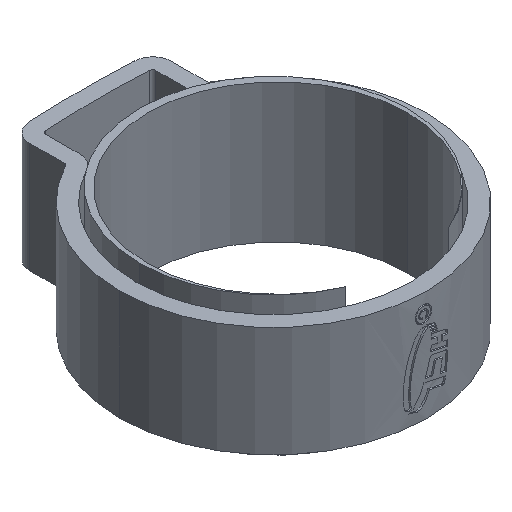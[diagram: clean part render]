
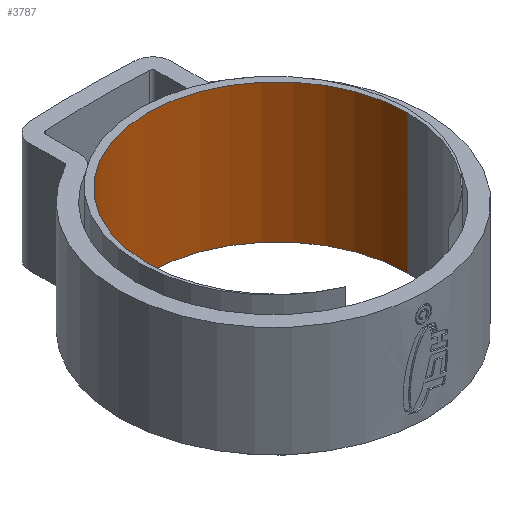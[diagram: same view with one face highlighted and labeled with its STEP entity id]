
A CAD part, isometric view. The second image highlights one B-rep face of the part: STEP entity #3787.
In plain terms, the highlighted cylindrical face has radius 8.26 mm (diameter 16.52 mm), a partial arc.
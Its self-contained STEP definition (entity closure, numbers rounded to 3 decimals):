
#67 = LINE ( 'NONE', #4275, #3463 ) ;
#129 = DIRECTION ( 'NONE',  ( 0., 0., -1. ) ) ;
#669 = CARTESIAN_POINT ( 'NONE',  ( 0., -0.26, -4.4 ) ) ;
#804 = DIRECTION ( 'NONE',  ( 0., 0., -1. ) ) ;
#825 = LINE ( 'NONE', #906, #2628 ) ;
#906 = CARTESIAN_POINT ( 'NONE',  ( -8.26, -0.26, 4.4 ) ) ;
#1159 = AXIS2_PLACEMENT_3D ( 'NONE', #3017, #129, #2630 ) ;
#1183 = ORIENTED_EDGE ( 'NONE', *, *, #3178, .T. ) ;
#1199 = CARTESIAN_POINT ( 'NONE',  ( 8.26, -0.26, -4.4 ) ) ;
#1250 = CARTESIAN_POINT ( 'NONE',  ( 0., -0.26, 4.4 ) ) ;
#1327 = AXIS2_PLACEMENT_3D ( 'NONE', #1250, #804, #2853 ) ;
#1772 = DIRECTION ( 'NONE',  ( 0., 0., -1. ) ) ;
#1941 = CIRCLE ( 'NONE', #1327, 8.26 ) ;
#2007 = EDGE_LOOP ( 'NONE', ( #4700, #3388, #3884, #1183 ) ) ;
#2028 = AXIS2_PLACEMENT_3D ( 'NONE', #669, #1772, #2326 ) ;
#2326 = DIRECTION ( 'NONE',  ( 1., 0., 0. ) ) ;
#2473 = EDGE_CURVE ( 'NONE', #4801, #4909, #1941, .T. ) ;
#2628 = VECTOR ( 'NONE', #3774, 1000. ) ;
#2630 = DIRECTION ( 'NONE',  ( -1., 0., 0. ) ) ;
#2853 = DIRECTION ( 'NONE',  ( 1., 0., 0. ) ) ;
#3017 = CARTESIAN_POINT ( 'NONE',  ( 0., -0.26, 4.4 ) ) ;
#3094 = CYLINDRICAL_SURFACE ( 'NONE', #1159, 8.26 ) ;
#3134 = CARTESIAN_POINT ( 'NONE',  ( 8.26, -0.26, 4.4 ) ) ;
#3178 = EDGE_CURVE ( 'NONE', #5242, #5018, #4241, .T. ) ;
#3227 = EDGE_CURVE ( 'NONE', #4801, #5242, #825, .T. ) ;
#3388 = ORIENTED_EDGE ( 'NONE', *, *, #2473, .F. ) ;
#3463 = VECTOR ( 'NONE', #4355, 1000. ) ;
#3774 = DIRECTION ( 'NONE',  ( 0., 0., -1. ) ) ;
#3787 = ADVANCED_FACE ( 'NONE', ( #4342 ), #3094, .F. ) ;
#3884 = ORIENTED_EDGE ( 'NONE', *, *, #3227, .T. ) ;
#4241 = CIRCLE ( 'NONE', #2028, 8.26 ) ;
#4275 = CARTESIAN_POINT ( 'NONE',  ( 8.26, -0.26, 4.4 ) ) ;
#4342 = FACE_OUTER_BOUND ( 'NONE', #2007, .T. ) ;
#4355 = DIRECTION ( 'NONE',  ( 0., 0., -1. ) ) ;
#4375 = EDGE_CURVE ( 'NONE', #4909, #5018, #67, .T. ) ;
#4411 = CARTESIAN_POINT ( 'NONE',  ( -8.26, -0.26, -4.4 ) ) ;
#4700 = ORIENTED_EDGE ( 'NONE', *, *, #4375, .F. ) ;
#4703 = CARTESIAN_POINT ( 'NONE',  ( -8.26, -0.26, 4.4 ) ) ;
#4801 = VERTEX_POINT ( 'NONE', #4703 ) ;
#4909 = VERTEX_POINT ( 'NONE', #3134 ) ;
#5018 = VERTEX_POINT ( 'NONE', #1199 ) ;
#5242 = VERTEX_POINT ( 'NONE', #4411 ) ;
